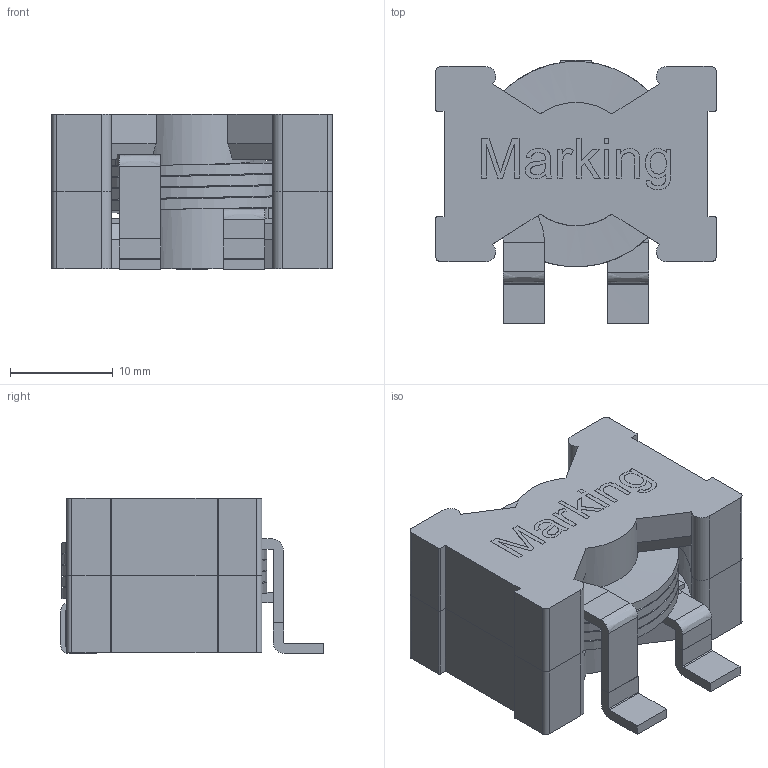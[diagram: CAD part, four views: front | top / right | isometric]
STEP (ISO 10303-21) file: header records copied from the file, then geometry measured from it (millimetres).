
FILE_DESCRIPTION( ( 'Unknown' ), '1' );
FILE_NAME( '7443641xxxx.stp', 'Unknown', ( 'Unknown' ), ( 'Unknown' ), 'PSStep 19.0.9', 'Unknown', ' ' );
FILE_SCHEMA( ( 'AUTOMOTIVE_DESIGN { 1 0 10303 214 1 1 1 1 }' ) );
Length unit declared in the file: millimetre
Products named in the file (5): Assem1; coil; earthing pin; ferrite core; ferrite core_marking
Assembly tree (4 placements, depth 2):
  Assem1
    coil
    earthing pin
    ferrite core
    ferrite core_marking
Bounding box: 27.3 x 25.6 x 15.1 mm (x, y, z)
Volume: 6054.3 mm3; surface area: 6406.2 mm2
Topology: 4 solids, 4 shells, 228 faces, 600 edges, 392 vertices
Faces by surface type: plane 147, cylinder 47, bspline 18, extrusion 16
Full cylindrical faces by diameter (mm): 12 x2
Entity records: 10052 total; most frequent: CARTESIAN_POINT 2793, ORIENTED_EDGE 1190, DIRECTION 985, EDGE_CURVE 595, VERTEX_POINT 390, VECTOR 347, LINE 331, AXIS2_PLACEMENT_3D 319
